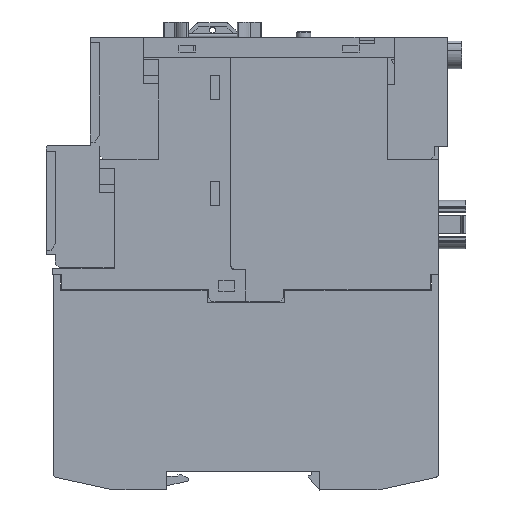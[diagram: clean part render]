
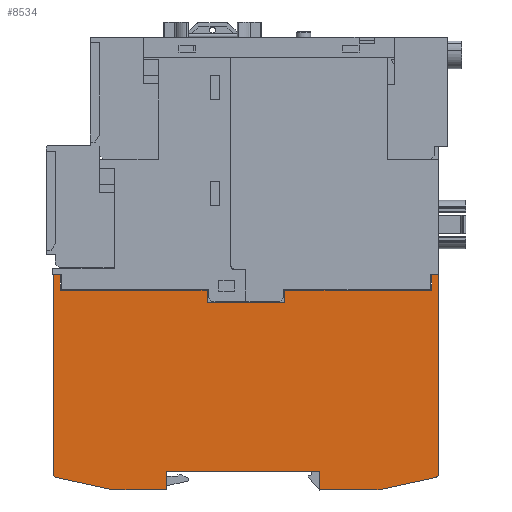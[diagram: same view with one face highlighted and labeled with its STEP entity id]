
A CAD part, left-side view. The second image highlights one B-rep face of the part: STEP entity #8534.
In plain terms, the highlighted planar face has unit normal (-1, 0, 0).
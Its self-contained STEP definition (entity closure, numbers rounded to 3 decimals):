
#8534=ADVANCED_FACE('',(#17712),#17713,.F.);
#17712=FACE_OUTER_BOUND('',#27405,.T.);
#17713=PLANE('',#27406);
#27405=EDGE_LOOP('',(#54887,#54888,#54889,#54890,#54891,#54892,#54893,#54894,#54895,#54896,#54897,#54898,#54899,#54900,#54901,#54902,#54903,#54904,#54905,#54906,#54907,#54908,#54909,#54910));
#27406=AXIS2_PLACEMENT_3D('',#54911,#54912,#54913);
#54887=ORIENTED_EDGE('',*,*,#67752,.T.);
#54888=ORIENTED_EDGE('',*,*,#67709,.T.);
#54889=ORIENTED_EDGE('',*,*,#69412,.T.);
#54890=ORIENTED_EDGE('',*,*,#69413,.T.);
#54891=ORIENTED_EDGE('',*,*,#69414,.T.);
#54892=ORIENTED_EDGE('',*,*,#69415,.T.);
#54893=ORIENTED_EDGE('',*,*,#69416,.T.);
#54894=ORIENTED_EDGE('',*,*,#69417,.T.);
#54895=ORIENTED_EDGE('',*,*,#69418,.T.);
#54896=ORIENTED_EDGE('',*,*,#69419,.T.);
#54897=ORIENTED_EDGE('',*,*,#69420,.T.);
#54898=ORIENTED_EDGE('',*,*,#69421,.T.);
#54899=ORIENTED_EDGE('',*,*,#69422,.T.);
#54900=ORIENTED_EDGE('',*,*,#69423,.F.);
#54901=ORIENTED_EDGE('',*,*,#69424,.T.);
#54902=ORIENTED_EDGE('',*,*,#69425,.T.);
#54903=ORIENTED_EDGE('',*,*,#69426,.T.);
#54904=ORIENTED_EDGE('',*,*,#69427,.T.);
#54905=ORIENTED_EDGE('',*,*,#69428,.T.);
#54906=ORIENTED_EDGE('',*,*,#69429,.T.);
#54907=ORIENTED_EDGE('',*,*,#69430,.T.);
#54908=ORIENTED_EDGE('',*,*,#69431,.F.);
#54909=ORIENTED_EDGE('',*,*,#69432,.T.);
#54910=ORIENTED_EDGE('',*,*,#69408,.T.);
#54911=CARTESIAN_POINT('',(0.1,58.272,28.736));
#54912=DIRECTION('',(1.0,0.0,0.0));
#54913=DIRECTION('',(0.0,0.0,-1.0));
#67709=EDGE_CURVE('',#83958,#83956,#83959,.T.);
#67752=EDGE_CURVE('',#84027,#83958,#84028,.T.);
#69408=EDGE_CURVE('',#86476,#84027,#86477,.T.);
#69412=EDGE_CURVE('',#83956,#86482,#86483,.T.);
#69413=EDGE_CURVE('',#86482,#86484,#86485,.T.);
#69414=EDGE_CURVE('',#86484,#86486,#86487,.T.);
#69415=EDGE_CURVE('',#86486,#86488,#86489,.T.);
#69416=EDGE_CURVE('',#86488,#86490,#86491,.T.);
#69417=EDGE_CURVE('',#86490,#86492,#86493,.T.);
#69418=EDGE_CURVE('',#86492,#86494,#86495,.T.);
#69419=EDGE_CURVE('',#86494,#86496,#86497,.T.);
#69420=EDGE_CURVE('',#86496,#86498,#86499,.T.);
#69421=EDGE_CURVE('',#86498,#86500,#86501,.T.);
#69422=EDGE_CURVE('',#86500,#86502,#86503,.T.);
#69423=EDGE_CURVE('',#86504,#86502,#86505,.T.);
#69424=EDGE_CURVE('',#86504,#86506,#86507,.T.);
#69425=EDGE_CURVE('',#86506,#86508,#86509,.T.);
#69426=EDGE_CURVE('',#86508,#86510,#86511,.T.);
#69427=EDGE_CURVE('',#86510,#86512,#86513,.T.);
#69428=EDGE_CURVE('',#86512,#86514,#86515,.T.);
#69429=EDGE_CURVE('',#86514,#86516,#86517,.T.);
#69430=EDGE_CURVE('',#86516,#86518,#86519,.T.);
#69431=EDGE_CURVE('',#86520,#86518,#86521,.T.);
#69432=EDGE_CURVE('',#86520,#86476,#86522,.T.);
#83956=VERTEX_POINT('',#107522);
#83958=VERTEX_POINT('',#107525);
#83959=LINE('',#107526,#107527);
#84027=VERTEX_POINT('',#107622);
#84028=LINE('',#107623,#107624);
#86476=VERTEX_POINT('',#111098);
#86477=LINE('',#111099,#111100);
#86482=VERTEX_POINT('',#111107);
#86483=LINE('',#111108,#111109);
#86484=VERTEX_POINT('',#111110);
#86485=LINE('',#111111,#111112);
#86486=VERTEX_POINT('',#111113);
#86487=LINE('',#111114,#111115);
#86488=VERTEX_POINT('',#111116);
#86489=LINE('',#111117,#111118);
#86490=VERTEX_POINT('',#111119);
#86491=LINE('',#111120,#111121);
#86492=VERTEX_POINT('',#111122);
#86493=LINE('',#111123,#111124);
#86494=VERTEX_POINT('',#111125);
#86495=LINE('',#111126,#111127);
#86496=VERTEX_POINT('',#111128);
#86497=LINE('',#111129,#111130);
#86498=VERTEX_POINT('',#111131);
#86499=LINE('',#111132,#111133);
#86500=VERTEX_POINT('',#111134);
#86501=LINE('',#111135,#111136);
#86502=VERTEX_POINT('',#111137);
#86503=LINE('',#111138,#111139);
#86504=VERTEX_POINT('',#111140);
#86505=CIRCLE('',#111141,0.8);
#86506=VERTEX_POINT('',#111142);
#86507=LINE('',#111143,#111144);
#86508=VERTEX_POINT('',#111145);
#86509=LINE('',#111146,#111147);
#86510=VERTEX_POINT('',#111148);
#86511=LINE('',#111149,#111150);
#86512=VERTEX_POINT('',#111151);
#86513=LINE('',#111152,#111153);
#86514=VERTEX_POINT('',#111154);
#86515=LINE('',#111155,#111156);
#86516=VERTEX_POINT('',#111157);
#86517=LINE('',#111158,#111159);
#86518=VERTEX_POINT('',#111160);
#86519=LINE('',#111161,#111162);
#86520=VERTEX_POINT('',#111163);
#86521=CIRCLE('',#111164,0.8);
#86522=LINE('',#111165,#111166);
#107522=CARTESIAN_POINT('',(0.1,8.7,57.15));
#107525=CARTESIAN_POINT('',(0.1,7.3,57.15));
#107526=CARTESIAN_POINT('',(0.1,33.299,57.15));
#107527=VECTOR('',#122584,1.0);
#107622=CARTESIAN_POINT('',(0.1,7.3,57.2));
#107623=CARTESIAN_POINT('',(0.1,7.3,55.043));
#107624=VECTOR('',#122639,1.0);
#111098=CARTESIAN_POINT('',(0.1,7.25,57.2));
#111099=CARTESIAN_POINT('',(0.1,7.25,57.2));
#111100=VECTOR('',#124245,1.0);
#111107=CARTESIAN_POINT('',(0.1,9.05,56.8));
#111108=CARTESIAN_POINT('',(0.1,8.65,57.2));
#111109=VECTOR('',#124248,1.0);
#111110=CARTESIAN_POINT('',(0.1,9.05,52.9));
#111111=CARTESIAN_POINT('',(0.1,9.05,56.8));
#111112=VECTOR('',#124249,1.0);
#111113=CARTESIAN_POINT('',(0.1,47.95,52.9));
#111114=CARTESIAN_POINT('',(0.1,9.05,52.9));
#111115=VECTOR('',#124250,1.0);
#111116=CARTESIAN_POINT('',(0.1,47.95,49.7));
#111117=CARTESIAN_POINT('',(0.1,47.95,52.9));
#111118=VECTOR('',#124251,1.0);
#111119=CARTESIAN_POINT('',(0.1,68.55,49.7));
#111120=CARTESIAN_POINT('',(0.1,47.95,49.7));
#111121=VECTOR('',#124252,1.0);
#111122=CARTESIAN_POINT('',(0.1,68.55,52.9));
#111123=CARTESIAN_POINT('',(0.1,68.55,49.7));
#111124=VECTOR('',#124253,1.0);
#111125=CARTESIAN_POINT('',(0.1,107.45,52.9));
#111126=CARTESIAN_POINT('',(0.1,68.55,52.9));
#111127=VECTOR('',#124254,1.0);
#111128=CARTESIAN_POINT('',(0.1,107.45,56.8));
#111129=CARTESIAN_POINT('',(0.1,107.45,52.9));
#111130=VECTOR('',#124255,1.0);
#111131=CARTESIAN_POINT('',(0.1,107.85,57.2));
#111132=CARTESIAN_POINT('',(0.1,107.45,56.8));
#111133=VECTOR('',#124256,1.0);
#111134=CARTESIAN_POINT('',(0.1,109.25,57.2));
#111135=CARTESIAN_POINT('',(0.1,107.85,57.2));
#111136=VECTOR('',#124257,1.0);
#111137=CARTESIAN_POINT('',(0.1,109.25,4.144));
#111138=CARTESIAN_POINT('',(0.1,109.25,57.2));
#111139=VECTOR('',#124258,1.0);
#111140=CARTESIAN_POINT('',(0.1,108.621,3.362));
#111141=AXIS2_PLACEMENT_3D('',#124259,#124260,#124261);
#111142=CARTESIAN_POINT('',(0.1,93.25,0.));
#111143=CARTESIAN_POINT('',(0.1,108.621,3.362));
#111144=VECTOR('',#124262,1.0);
#111145=CARTESIAN_POINT('',(0.1,79.25,0.));
#111146=CARTESIAN_POINT('',(0.1,93.25,0.));
#111147=VECTOR('',#124263,1.0);
#111148=CARTESIAN_POINT('',(0.1,79.25,5.));
#111149=CARTESIAN_POINT('',(0.1,79.25,0.));
#111150=VECTOR('',#124264,1.0);
#111151=CARTESIAN_POINT('',(0.1,38.75,5.));
#111152=CARTESIAN_POINT('',(0.1,79.25,5.));
#111153=VECTOR('',#124265,1.0);
#111154=CARTESIAN_POINT('',(0.1,38.75,0.));
#111155=CARTESIAN_POINT('',(0.1,38.75,5.));
#111156=VECTOR('',#124266,1.0);
#111157=CARTESIAN_POINT('',(0.1,23.25,0.));
#111158=CARTESIAN_POINT('',(0.1,38.75,0.));
#111159=VECTOR('',#124267,1.0);
#111160=CARTESIAN_POINT('',(0.1,7.879,3.362));
#111161=CARTESIAN_POINT('',(0.1,23.25,0.));
#111162=VECTOR('',#124268,1.0);
#111163=CARTESIAN_POINT('',(0.1,7.25,4.144));
#111164=AXIS2_PLACEMENT_3D('',#124269,#124270,#124271);
#111165=CARTESIAN_POINT('',(0.1,7.25,4.144));
#111166=VECTOR('',#124272,1.0);
#122584=DIRECTION('',(0.0,1.0,0.0));
#122639=DIRECTION('',(0.0,0.0,-1.0));
#124245=DIRECTION('',(0.0,1.0,0.0));
#124248=DIRECTION('',(0.0,0.707,-0.707));
#124249=DIRECTION('',(0.0,0.0,-1.0));
#124250=DIRECTION('',(0.0,1.0,0.0));
#124251=DIRECTION('',(0.0,0.0,-1.0));
#124252=DIRECTION('',(0.0,1.0,0.0));
#124253=DIRECTION('',(0.0,0.0,1.0));
#124254=DIRECTION('',(0.0,1.0,0.0));
#124255=DIRECTION('',(0.0,0.0,1.0));
#124256=DIRECTION('',(0.0,0.707,0.707));
#124257=DIRECTION('',(0.0,1.0,0.0));
#124258=DIRECTION('',(0.0,0.0,-1.0));
#124259=CARTESIAN_POINT('',(0.1,108.45,4.144));
#124260=DIRECTION('',(1.0,0.0,0.0));
#124261=DIRECTION('',(0.0,0.214,-0.977));
#124262=DIRECTION('',(0.0,-0.977,-0.214));
#124263=DIRECTION('',(0.0,-1.0,0.0));
#124264=DIRECTION('',(0.0,0.0,1.0));
#124265=DIRECTION('',(0.0,-1.0,0.0));
#124266=DIRECTION('',(0.0,0.0,-1.0));
#124267=DIRECTION('',(0.0,-1.0,0.0));
#124268=DIRECTION('',(0.0,-0.977,0.214));
#124269=CARTESIAN_POINT('',(0.1,8.05,4.144));
#124270=DIRECTION('',(1.0,0.0,0.0));
#124271=DIRECTION('',(0.0,-1.0,0.));
#124272=DIRECTION('',(0.0,0.0,1.0));
